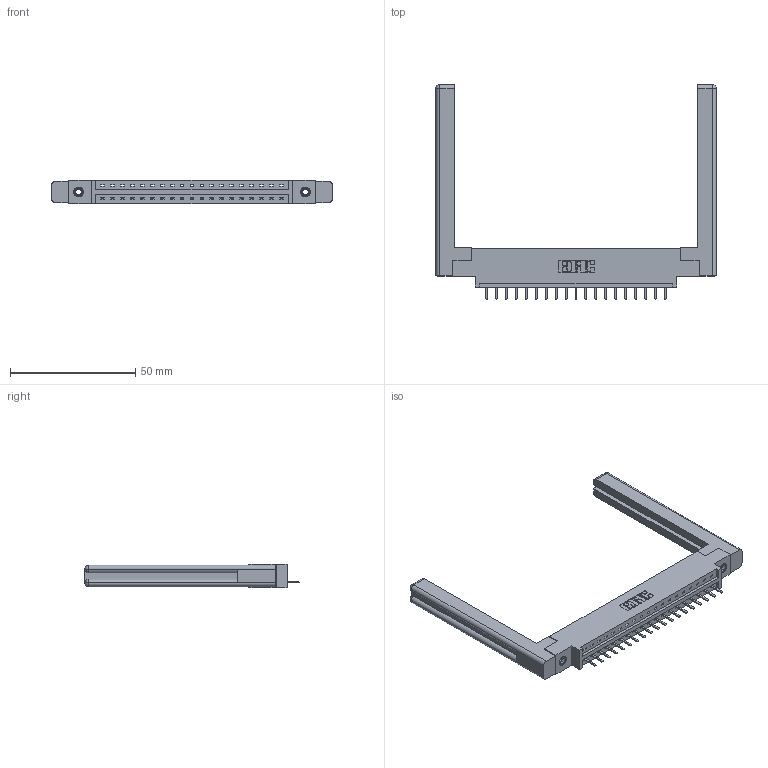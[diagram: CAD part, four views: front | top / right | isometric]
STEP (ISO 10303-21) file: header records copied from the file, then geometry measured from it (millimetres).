
FILE_DESCRIPTION (( 'STEP AP203' ), '1' );
FILE_NAME ('337-019-520-658.STEP', '2019-09-28T21:00:48', ( '' ), ( '' ), 'SwSTEP 2.0', 'SolidWorks 2016', '' );
FILE_SCHEMA (( 'CONFIG_CONTROL_DESIGN' ));
Length unit declared in the file: inch
Products named in the file (5): 345-292-001_345-293-120; 345-250-001_345-250-001-102; 337-019-520-658; 307-220-058; 337 Part_0.170 Offset - 0.156 Dia-TI
Assembly tree (24 placements, depth 2):
  337-019-520-658
    337 Part_0.170 Offset - 0.156 Dia-TI
    345-292-001_345-293-120  x19
    345-250-001_345-250-001-102  x2
    307-220-058  x2
Bounding box: 111.91 x 85.43 x 9.4 mm (x, y, z)
Volume: 18333.6 mm3; surface area: 16529.1 mm2
Topology: 24 solids, 24 shells, 1514 faces, 4401 edges, 2870 vertices
Faces by surface type: plane 1070, cylinder 420, cone 12, torus 12
Entity records: 19978 total; most frequent: CARTESIAN_POINT 3490, ORIENTED_EDGE 3372, DIRECTION 2992, EDGE_CURVE 1686, VECTOR 1506, LINE 1506, VERTEX_POINT 1114, AXIS2_PLACEMENT_3D 743
